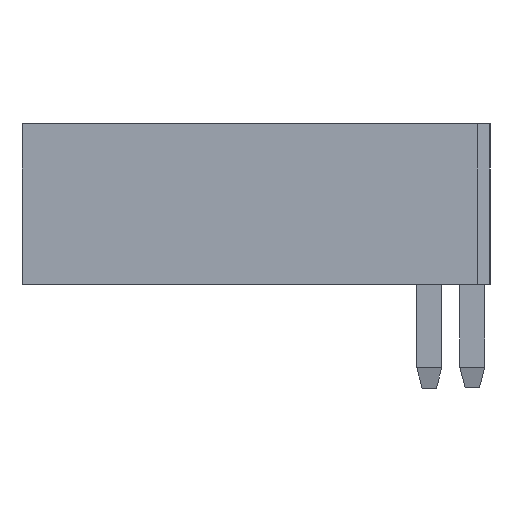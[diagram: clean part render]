
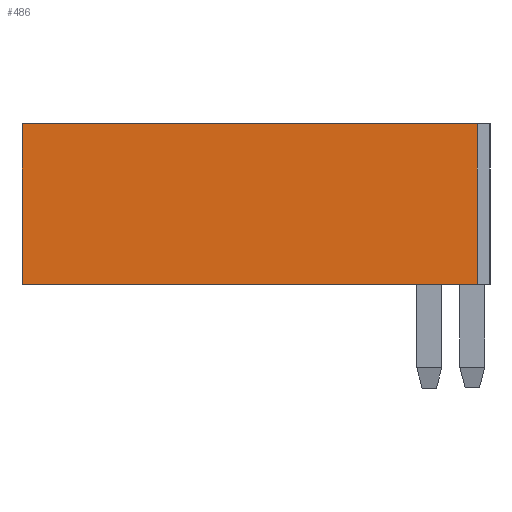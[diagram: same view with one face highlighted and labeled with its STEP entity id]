
A CAD part, left-side view. The second image highlights one B-rep face of the part: STEP entity #486.
In plain terms, the highlighted planar face has unit normal (-1, 0, 0).
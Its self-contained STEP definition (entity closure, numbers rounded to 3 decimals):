
#486=ADVANCED_FACE('',(#985),#986,.T.);
#985=FACE_OUTER_BOUND('',#1480,.T.);
#986=PLANE('',#1481);
#1480=EDGE_LOOP('',(#2931,#2932,#2933,#2934));
#1481=AXIS2_PLACEMENT_3D('',#2935,#2936,#2937);
#2931=ORIENTED_EDGE('',*,*,#3285,.T.);
#2932=ORIENTED_EDGE('',*,*,#3524,.F.);
#2933=ORIENTED_EDGE('',*,*,#3187,.F.);
#2934=ORIENTED_EDGE('',*,*,#3555,.T.);
#2935=CARTESIAN_POINT('',(-8.45,9.5,-3.175));
#2936=DIRECTION('',(-1.0,-0.0,0.0));
#2937=DIRECTION('',(0.0,-1.0,-0.0));
#3187=EDGE_CURVE('',#3876,#3878,#3879,.T.);
#3285=EDGE_CURVE('',#4034,#4032,#4035,.T.);
#3524=EDGE_CURVE('',#3878,#4032,#4384,.T.);
#3555=EDGE_CURVE('',#3876,#4034,#4415,.T.);
#3876=VERTEX_POINT('',#4869);
#3878=VERTEX_POINT('',#4872);
#3879=LINE('',#4873,#4874);
#4032=VERTEX_POINT('',#5093);
#4034=VERTEX_POINT('',#5096);
#4035=LINE('',#5097,#5098);
#4384=LINE('',#5597,#5598);
#4415=LINE('',#5642,#5643);
#4869=CARTESIAN_POINT('',(-8.45,0.5,-3.175));
#4872=CARTESIAN_POINT('',(-8.45,18.5,-3.175));
#4873=CARTESIAN_POINT('',(-8.45,0.5,-3.175));
#4874=VECTOR('',#5846,1.0);
#5093=CARTESIAN_POINT('',(-8.45,18.5,3.175));
#5096=CARTESIAN_POINT('',(-8.45,0.5,3.175));
#5097=CARTESIAN_POINT('',(-8.45,0.5,3.175));
#5098=VECTOR('',#5944,1.0);
#5597=CARTESIAN_POINT('',(-8.45,18.5,-3.175));
#5598=VECTOR('',#6173,1.0);
#5642=CARTESIAN_POINT('',(-8.45,0.5,-3.175));
#5643=VECTOR('',#6187,1.0);
#5846=DIRECTION('',(0.0,1.0,0.0));
#5944=DIRECTION('',(0.0,1.0,0.0));
#6173=DIRECTION('',(0.0,0.0,1.0));
#6187=DIRECTION('',(0.0,0.0,1.0));
